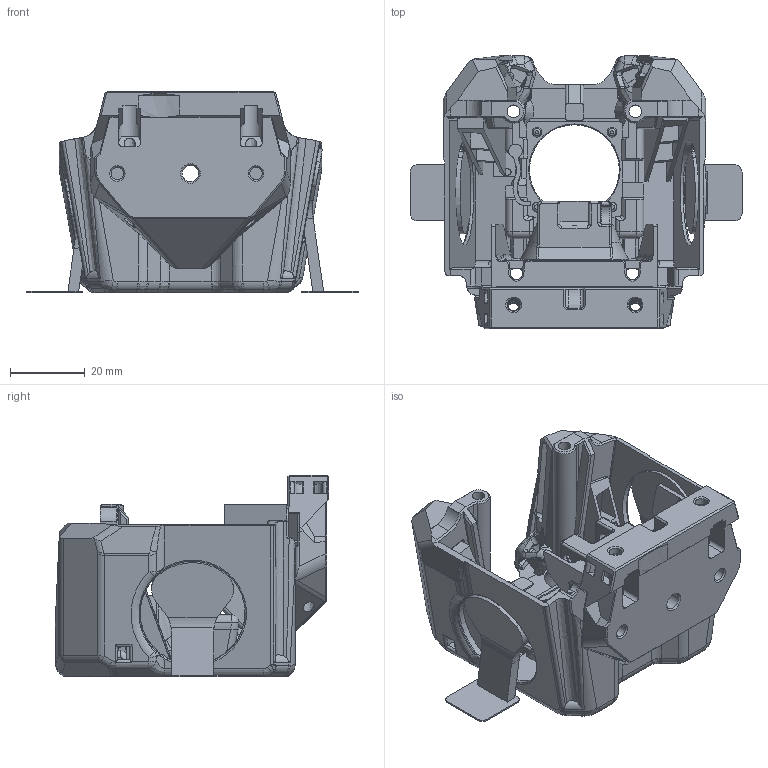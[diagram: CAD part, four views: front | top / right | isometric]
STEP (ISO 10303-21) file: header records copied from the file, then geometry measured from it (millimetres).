
FILE_DESCRIPTION(/* description */ ('STEP AP242','CAx-IF Rec.Pracs.---Representation and Presentation of Product Manufacturing Information (PMI)---4.0---2014-10-13','CAx-IF Rec.Pracs.---3D Tessellated Geometry---0.4---2014-09-14','2;1'),/* implementation_level */ '2;1');
FILE_NAME(/* name */ 'Hex A4T Cowling - Bambulab - G2-Orbiter spacing [cw2-tap]',/* time_stamp */ '2025-03-04T11:40:31Z',/* author */ (''),/* organization */ (''),/* preprocessor_version */ 'ST-DEVELOPER v20',/* originating_system */ 'ONSHAPE BY PTC INC, 1.194',/* authorisation */ ' ');
FILE_SCHEMA (('AP242_MANAGED_MODEL_BASED_3D_ENGINEERING_MIM_LF { 1 0 10303 442 1 1 4 }'));
Products named in the file (15): A4T Cowling - Bambulab; Support_LED-slots; solid hexagons; outline hexagons; Support_Duct_Right; Support_Duct_Left; Support_Fan-slot
Bounding box: 88.58 x 73.04 x 53.8 mm (x, y, z)
Volume: 66997.2 mm3; surface area: 42275.6 mm2
Topology: 15 solids, 20 shells, 1955 faces, 5351 edges, 3394 vertices
Faces by surface type: plane 1075, cylinder 424, bspline 293, cone 83, torus 57, sphere 23
Full cylindrical faces by diameter (mm): 1.805 x2, 2.719 x2, 3.263 x2, 3.3 x10, 3.4 x6, 4.4 x1, 5.9 x4, 24 x1, 28 x2
Entity records: 68123 total; most frequent: CARTESIAN_POINT 20625, ORIENTED_EDGE 10412, DIRECTION 9032, EDGE_CURVE 5206, VERTEX_POINT 3348, LINE 3030, VECTOR 3030, AXIS2_PLACEMENT_3D 3001
